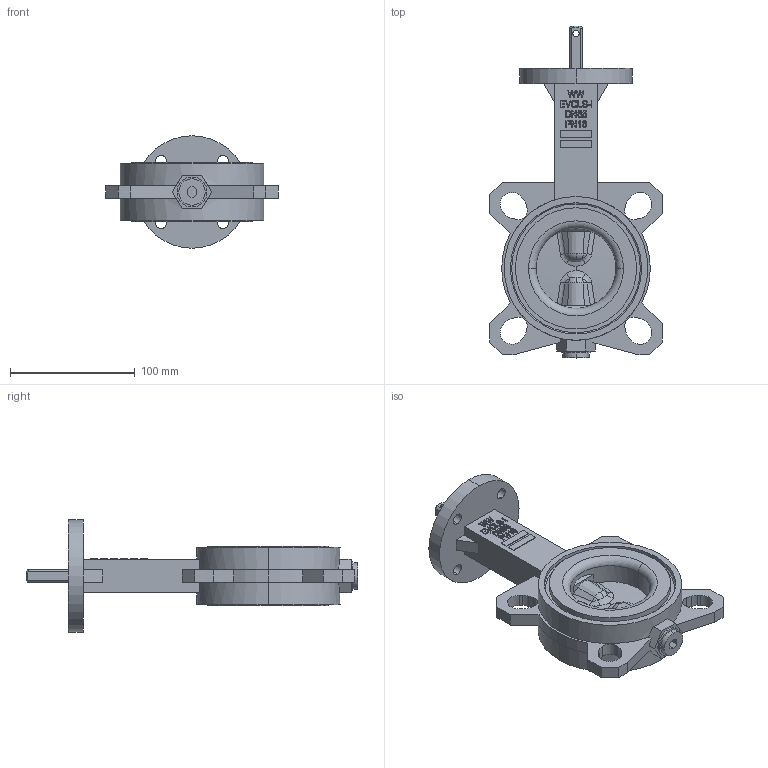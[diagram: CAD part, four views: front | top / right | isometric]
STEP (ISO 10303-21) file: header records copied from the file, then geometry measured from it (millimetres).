
FILE_DESCRIPTION (( 'STEP AP214' ), '1' );
FILE_NAME ('EVCLS-i DN65 PN16 F07-L10.STEP', '2024-04-24T13:56:34', ( '' ), ( '' ), 'SwSTEP 2.0', 'SolidWorks 2015', '' );
FILE_SCHEMA (( 'AUTOMOTIVE_DESIGN' ));
Length unit declared in the file: millimetre
Products named in the file (1): EVCLS-i DN65 PN16 F07-L10
Bounding box: 138 x 265.7 x 90 mm (x, y, z)
Volume: 556745.6 mm3; surface area: 93128.3 mm2
Topology: 1 solids, 1 shells, 460 faces, 1228 edges, 807 vertices
Faces by surface type: plane 253, bspline 94, cylinder 77, torus 24, cone 8, sphere 4
Entity records: 23739 total; most frequent: CARTESIAN_POINT 8400, ORIENTED_EDGE 2456, DIRECTION 1955, EDGE_CURVE 1228, VERTEX_POINT 807, LINE 767, VECTOR 767, AXIS2_PLACEMENT_3D 594
